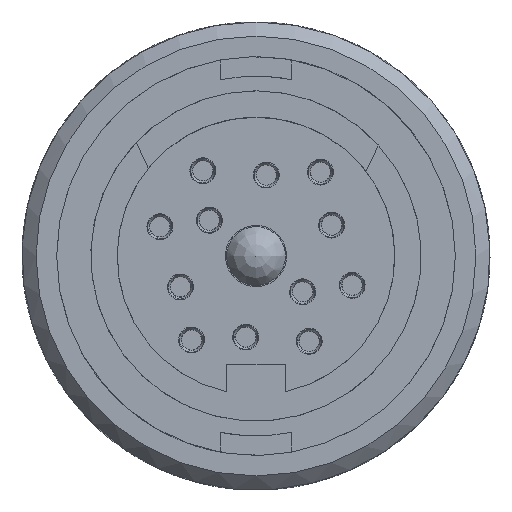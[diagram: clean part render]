
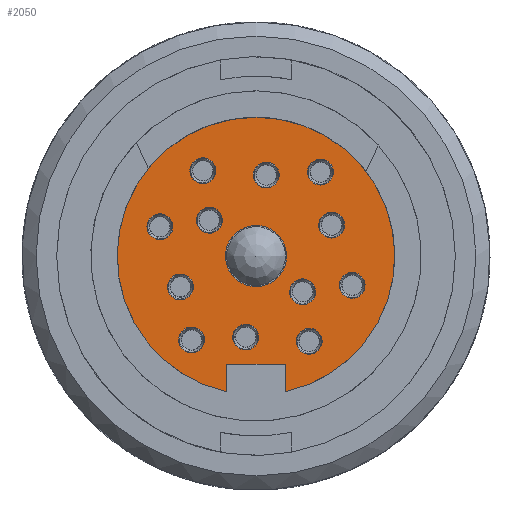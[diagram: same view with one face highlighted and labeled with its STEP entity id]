
A CAD part, left-side view. The second image highlights one B-rep face of the part: STEP entity #2050.
In plain terms, the highlighted planar face has unit normal (-1, 0, 0).
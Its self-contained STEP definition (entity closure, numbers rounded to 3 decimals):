
#1448=PLANE('',#12783);
#2050=ADVANCED_FACE('',(#4042,#4043,#4044,#4045,#4046,#4047,#4048,#4049,
#4050,#4051,#4052,#4053,#4054,#4055),#1448,.T.);
#3054=LINE('',#19858,#3836);
#3055=LINE('',#19861,#3837);
#3056=LINE('',#19863,#3838);
#3836=VECTOR('',#15366,1.);
#3837=VECTOR('',#15367,1.);
#3838=VECTOR('',#15368,1.);
#4042=FACE_BOUND('',#4593,.T.);
#4043=FACE_BOUND('',#4594,.T.);
#4044=FACE_BOUND('',#4595,.T.);
#4045=FACE_BOUND('',#4596,.T.);
#4046=FACE_BOUND('',#4597,.T.);
#4047=FACE_BOUND('',#4598,.T.);
#4048=FACE_BOUND('',#4599,.T.);
#4049=FACE_BOUND('',#4600,.T.);
#4050=FACE_BOUND('',#4601,.T.);
#4051=FACE_BOUND('',#4602,.T.);
#4052=FACE_BOUND('',#4603,.T.);
#4053=FACE_BOUND('',#4604,.T.);
#4054=FACE_BOUND('',#4605,.T.);
#4055=FACE_BOUND('',#4606,.T.);
#4593=EDGE_LOOP('',(#7206));
#4594=EDGE_LOOP('',(#7207));
#4595=EDGE_LOOP('',(#7208));
#4596=EDGE_LOOP('',(#7209));
#4597=EDGE_LOOP('',(#7210));
#4598=EDGE_LOOP('',(#7211,#7212,#7213,#7214));
#4599=EDGE_LOOP('',(#7215));
#4600=EDGE_LOOP('',(#7216));
#4601=EDGE_LOOP('',(#7217));
#4602=EDGE_LOOP('',(#7218));
#4603=EDGE_LOOP('',(#7219));
#4604=EDGE_LOOP('',(#7220));
#4605=EDGE_LOOP('',(#7221));
#4606=EDGE_LOOP('',(#7222));
#7206=ORIENTED_EDGE('',*,*,#10886,.F.);
#7207=ORIENTED_EDGE('',*,*,#10887,.F.);
#7208=ORIENTED_EDGE('',*,*,#10888,.F.);
#7209=ORIENTED_EDGE('',*,*,#10889,.F.);
#7210=ORIENTED_EDGE('',*,*,#10890,.F.);
#7211=ORIENTED_EDGE('',*,*,#10891,.F.);
#7212=ORIENTED_EDGE('',*,*,#10892,.F.);
#7213=ORIENTED_EDGE('',*,*,#10893,.F.);
#7214=ORIENTED_EDGE('',*,*,#10894,.F.);
#7215=ORIENTED_EDGE('',*,*,#10895,.T.);
#7216=ORIENTED_EDGE('',*,*,#10896,.F.);
#7217=ORIENTED_EDGE('',*,*,#10897,.F.);
#7218=ORIENTED_EDGE('',*,*,#10898,.F.);
#7219=ORIENTED_EDGE('',*,*,#10899,.F.);
#7220=ORIENTED_EDGE('',*,*,#10900,.F.);
#7221=ORIENTED_EDGE('',*,*,#10901,.F.);
#7222=ORIENTED_EDGE('',*,*,#10902,.F.);
#9368=VERTEX_POINT('',#19849);
#9369=VERTEX_POINT('',#19851);
#9370=VERTEX_POINT('',#19853);
#9371=VERTEX_POINT('',#19855);
#9372=VERTEX_POINT('',#19857);
#9373=VERTEX_POINT('',#19859);
#9374=VERTEX_POINT('',#19860);
#9375=VERTEX_POINT('',#19862);
#9376=VERTEX_POINT('',#19864);
#9377=VERTEX_POINT('',#19867);
#9378=VERTEX_POINT('',#19869);
#9379=VERTEX_POINT('',#19871);
#9380=VERTEX_POINT('',#19873);
#9381=VERTEX_POINT('',#19875);
#9382=VERTEX_POINT('',#19877);
#9383=VERTEX_POINT('',#19879);
#9384=VERTEX_POINT('',#19881);
#10886=EDGE_CURVE('',#9368,#9368,#11812,.T.);
#10887=EDGE_CURVE('',#9369,#9369,#11813,.T.);
#10888=EDGE_CURVE('',#9370,#9370,#11814,.T.);
#10889=EDGE_CURVE('',#9371,#9371,#11815,.T.);
#10890=EDGE_CURVE('',#9372,#9372,#11816,.T.);
#10891=EDGE_CURVE('',#9373,#9374,#3054,.T.);
#10892=EDGE_CURVE('',#9375,#9373,#3055,.T.);
#10893=EDGE_CURVE('',#9376,#9375,#3056,.T.);
#10894=EDGE_CURVE('',#9374,#9376,#11817,.T.);
#10895=EDGE_CURVE('',#9377,#9377,#11818,.T.);
#10896=EDGE_CURVE('',#9378,#9378,#11819,.T.);
#10897=EDGE_CURVE('',#9379,#9379,#11820,.T.);
#10898=EDGE_CURVE('',#9380,#9380,#11821,.T.);
#10899=EDGE_CURVE('',#9381,#9381,#11822,.T.);
#10900=EDGE_CURVE('',#9382,#9382,#11823,.T.);
#10901=EDGE_CURVE('',#9383,#9383,#11824,.T.);
#10902=EDGE_CURVE('',#9384,#9384,#11825,.T.);
#11812=CIRCLE('',#12769,0.55);
#11813=CIRCLE('',#12770,0.55);
#11814=CIRCLE('',#12771,0.55);
#11815=CIRCLE('',#12772,0.55);
#11816=CIRCLE('',#12773,0.55);
#11817=CIRCLE('',#12774,5.9);
#11818=CIRCLE('',#12775,1.3);
#11819=CIRCLE('',#12776,0.55);
#11820=CIRCLE('',#12777,0.55);
#11821=CIRCLE('',#12778,0.55);
#11822=CIRCLE('',#12779,0.55);
#11823=CIRCLE('',#12780,0.55);
#11824=CIRCLE('',#12781,0.55);
#11825=CIRCLE('',#12782,0.55);
#12769=AXIS2_PLACEMENT_3D('',#19848,#15356,#15357);
#12770=AXIS2_PLACEMENT_3D('',#19850,#15358,#15359);
#12771=AXIS2_PLACEMENT_3D('',#19852,#15360,#15361);
#12772=AXIS2_PLACEMENT_3D('',#19854,#15362,#15363);
#12773=AXIS2_PLACEMENT_3D('',#19856,#15364,#15365);
#12774=AXIS2_PLACEMENT_3D('',#19865,#15369,#15370);
#12775=AXIS2_PLACEMENT_3D('',#19866,#15371,#15372);
#12776=AXIS2_PLACEMENT_3D('',#19868,#15373,#15374);
#12777=AXIS2_PLACEMENT_3D('',#19870,#15375,#15376);
#12778=AXIS2_PLACEMENT_3D('',#19872,#15377,#15378);
#12779=AXIS2_PLACEMENT_3D('',#19874,#15379,#15380);
#12780=AXIS2_PLACEMENT_3D('',#19876,#15381,#15382);
#12781=AXIS2_PLACEMENT_3D('',#19878,#15383,#15384);
#12782=AXIS2_PLACEMENT_3D('',#19880,#15385,#15386);
#12783=AXIS2_PLACEMENT_3D('',#19882,#15387,#15388);
#15356=DIRECTION('',(-1.,0.,0.));
#15357=DIRECTION('',(0.,-0.609,0.793));
#15358=DIRECTION('',(-1.,0.,0.));
#15359=DIRECTION('',(0.,-0.609,0.793));
#15360=DIRECTION('',(-1.,0.,0.));
#15361=DIRECTION('',(0.,-0.609,0.793));
#15362=DIRECTION('',(-1.,0.,0.));
#15363=DIRECTION('',(0.,-0.609,0.793));
#15364=DIRECTION('',(-1.,0.,0.));
#15365=DIRECTION('',(0.,-0.609,0.793));
#15366=DIRECTION('',(0.,0.,-1.));
#15367=DIRECTION('',(0.,1.,0.));
#15368=DIRECTION('',(0.,0.,1.));
#15369=DIRECTION('',(1.,0.,0.));
#15370=DIRECTION('',(0.,0.609,-0.793));
#15371=DIRECTION('',(1.,0.,0.));
#15372=DIRECTION('',(0.,0.609,-0.793));
#15373=DIRECTION('',(-1.,0.,0.));
#15374=DIRECTION('',(0.,-0.609,0.793));
#15375=DIRECTION('',(-1.,0.,0.));
#15376=DIRECTION('',(0.,-0.609,0.793));
#15377=DIRECTION('',(-1.,0.,0.));
#15378=DIRECTION('',(0.,-0.609,0.793));
#15379=DIRECTION('',(-1.,0.,0.));
#15380=DIRECTION('',(0.,-0.609,0.793));
#15381=DIRECTION('',(-1.,0.,0.));
#15382=DIRECTION('',(0.,-0.609,0.793));
#15383=DIRECTION('',(-1.,0.,0.));
#15384=DIRECTION('',(0.,-0.609,0.793));
#15385=DIRECTION('',(-1.,0.,0.));
#15386=DIRECTION('',(0.,-0.609,0.793));
#15387=DIRECTION('',(-1.,0.,0.));
#15388=DIRECTION('',(0.,0.609,-0.793));
#19848=CARTESIAN_POINT('',(2.7,3.215,-1.315));
#19849=CARTESIAN_POINT('',(2.7,2.88,-0.878));
#19850=CARTESIAN_POINT('',(2.7,-0.438,3.445));
#19851=CARTESIAN_POINT('',(2.7,-0.773,3.882));
#19852=CARTESIAN_POINT('',(2.7,2.26,3.625));
#19853=CARTESIAN_POINT('',(2.7,1.925,4.061));
#19854=CARTESIAN_POINT('',(2.7,1.983,1.522));
#19855=CARTESIAN_POINT('',(2.7,1.649,1.958));
#19856=CARTESIAN_POINT('',(2.7,4.087,1.245));
#19857=CARTESIAN_POINT('',(2.7,3.752,1.681));
#19858=CARTESIAN_POINT('',(2.7,1.25,-4.6));
#19859=CARTESIAN_POINT('',(2.7,1.25,-4.6));
#19860=CARTESIAN_POINT('',(2.7,1.25,-5.766));
#19861=CARTESIAN_POINT('',(2.7,-1.25,-4.6));
#19862=CARTESIAN_POINT('',(2.7,-1.25,-4.6));
#19863=CARTESIAN_POINT('',(2.7,-1.25,-5.766));
#19864=CARTESIAN_POINT('',(2.7,-1.25,-5.766));
#19865=CARTESIAN_POINT('',(2.7,0.,0.));
#19866=CARTESIAN_POINT('',(2.7,0.,0.));
#19867=CARTESIAN_POINT('',(2.7,0.791,-1.031));
#19868=CARTESIAN_POINT('',(2.7,0.438,-3.445));
#19869=CARTESIAN_POINT('',(2.7,0.103,-3.009));
#19870=CARTESIAN_POINT('',(2.7,-3.215,1.315));
#19871=CARTESIAN_POINT('',(2.7,-3.549,1.751));
#19872=CARTESIAN_POINT('',(2.7,-2.739,3.57));
#19873=CARTESIAN_POINT('',(2.7,-3.074,4.006));
#19874=CARTESIAN_POINT('',(2.7,-4.087,-1.245));
#19875=CARTESIAN_POINT('',(2.7,-4.421,-0.809));
#19876=CARTESIAN_POINT('',(2.7,-1.983,-1.522));
#19877=CARTESIAN_POINT('',(2.7,-2.318,-1.086));
#19878=CARTESIAN_POINT('',(2.7,-2.26,-3.625));
#19879=CARTESIAN_POINT('',(2.7,-2.595,-3.189));
#19880=CARTESIAN_POINT('',(2.7,2.739,-3.57));
#19881=CARTESIAN_POINT('',(2.7,2.405,-3.134));
#19882=CARTESIAN_POINT('',(2.7,0.,0.));
